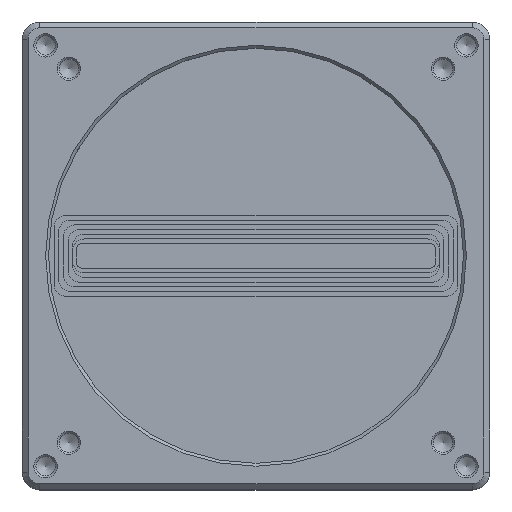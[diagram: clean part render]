
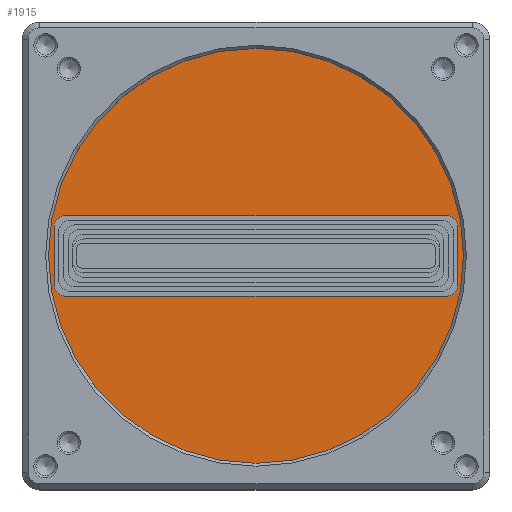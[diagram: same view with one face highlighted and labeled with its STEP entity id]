
A CAD part, top view. The second image highlights one B-rep face of the part: STEP entity #1915.
In plain terms, the highlighted planar face has unit normal (0, 0, 1).
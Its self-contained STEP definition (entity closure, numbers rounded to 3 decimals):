
#1915=ADVANCED_FACE('',(#3130,#3131),#2709,.T.);
#2709=PLANE('',#17734);
#3130=FACE_BOUND('',#3875,.T.);
#3131=FACE_BOUND('',#3876,.T.);
#3875=EDGE_LOOP('',(#7507));
#3876=EDGE_LOOP('',(#7508,#7509,#7510,#7511,#7512,#7513,#7514,#7515));
#4770=CIRCLE('',#17729,35.5);
#4771=CIRCLE('',#17730,2.);
#4772=CIRCLE('',#17731,2.);
#4773=CIRCLE('',#17732,2.);
#4774=CIRCLE('',#17733,2.);
#7507=ORIENTED_EDGE('',*,*,#12586,.F.);
#7508=ORIENTED_EDGE('',*,*,#12587,.T.);
#7509=ORIENTED_EDGE('',*,*,#12588,.T.);
#7510=ORIENTED_EDGE('',*,*,#12589,.T.);
#7511=ORIENTED_EDGE('',*,*,#12590,.T.);
#7512=ORIENTED_EDGE('',*,*,#12591,.T.);
#7513=ORIENTED_EDGE('',*,*,#12592,.T.);
#7514=ORIENTED_EDGE('',*,*,#12593,.T.);
#7515=ORIENTED_EDGE('',*,*,#12594,.T.);
#10595=VERTEX_POINT('',#26239);
#10596=VERTEX_POINT('',#26241);
#10597=VERTEX_POINT('',#26242);
#10598=VERTEX_POINT('',#26244);
#10599=VERTEX_POINT('',#26246);
#10600=VERTEX_POINT('',#26248);
#10601=VERTEX_POINT('',#26250);
#10602=VERTEX_POINT('',#26252);
#10603=VERTEX_POINT('',#26254);
#12586=EDGE_CURVE('',#10595,#10595,#4770,.T.);
#12587=EDGE_CURVE('',#10596,#10597,#14538,.T.);
#12588=EDGE_CURVE('',#10597,#10598,#4771,.T.);
#12589=EDGE_CURVE('',#10598,#10599,#14539,.T.);
#12590=EDGE_CURVE('',#10599,#10600,#4772,.T.);
#12591=EDGE_CURVE('',#10600,#10601,#14540,.T.);
#12592=EDGE_CURVE('',#10601,#10602,#4773,.T.);
#12593=EDGE_CURVE('',#10602,#10603,#14541,.T.);
#12594=EDGE_CURVE('',#10603,#10596,#4774,.T.);
#14538=LINE('',#26240,#16202);
#14539=LINE('',#26245,#16203);
#14540=LINE('',#26249,#16204);
#14541=LINE('',#26253,#16205);
#16202=VECTOR('',#20905,1.);
#16203=VECTOR('',#20908,1.);
#16204=VECTOR('',#20911,1.);
#16205=VECTOR('',#20914,1.);
#17729=AXIS2_PLACEMENT_3D('',#26238,#20903,#20904);
#17730=AXIS2_PLACEMENT_3D('',#26243,#20906,#20907);
#17731=AXIS2_PLACEMENT_3D('',#26247,#20909,#20910);
#17732=AXIS2_PLACEMENT_3D('',#26251,#20912,#20913);
#17733=AXIS2_PLACEMENT_3D('',#26255,#20915,#20916);
#17734=AXIS2_PLACEMENT_3D('',#26256,#20917,#20918);
#20903=DIRECTION('',(0.,0.,-1.));
#20904=DIRECTION('',(-1.,0.,0.));
#20905=DIRECTION('',(1.,0.,0.));
#20906=DIRECTION('',(0.,0.,-1.));
#20907=DIRECTION('',(-1.,0.,0.));
#20908=DIRECTION('',(0.,-1.,0.));
#20909=DIRECTION('',(0.,0.,-1.));
#20910=DIRECTION('',(-1.,0.,0.));
#20911=DIRECTION('',(-1.,0.,0.));
#20912=DIRECTION('',(0.,0.,-1.));
#20913=DIRECTION('',(-1.,0.,0.));
#20914=DIRECTION('',(0.,1.,0.));
#20915=DIRECTION('',(0.,0.,-1.));
#20916=DIRECTION('',(-1.,0.,0.));
#20917=DIRECTION('',(0.,0.,1.));
#20918=DIRECTION('',(-1.,0.,0.));
#26238=CARTESIAN_POINT('',(0.,0.,8.75));
#26239=CARTESIAN_POINT('',(-35.5,0.,8.75));
#26240=CARTESIAN_POINT('',(0.,6.9,8.75));
#26241=CARTESIAN_POINT('',(-32.55,6.9,8.75));
#26242=CARTESIAN_POINT('',(32.55,6.9,8.75));
#26243=CARTESIAN_POINT('',(32.55,4.9,8.75));
#26244=CARTESIAN_POINT('',(34.55,4.9,8.75));
#26245=CARTESIAN_POINT('',(34.55,0.,8.75));
#26246=CARTESIAN_POINT('',(34.55,-4.9,8.75));
#26247=CARTESIAN_POINT('',(32.55,-4.9,8.75));
#26248=CARTESIAN_POINT('',(32.55,-6.9,8.75));
#26249=CARTESIAN_POINT('',(0.,-6.9,8.75));
#26250=CARTESIAN_POINT('',(-32.55,-6.9,8.75));
#26251=CARTESIAN_POINT('',(-32.55,-4.9,8.75));
#26252=CARTESIAN_POINT('',(-34.55,-4.9,8.75));
#26253=CARTESIAN_POINT('',(-34.55,0.,8.75));
#26254=CARTESIAN_POINT('',(-34.55,4.9,8.75));
#26255=CARTESIAN_POINT('',(-32.55,4.9,8.75));
#26256=CARTESIAN_POINT('',(0.,0.,8.75));
